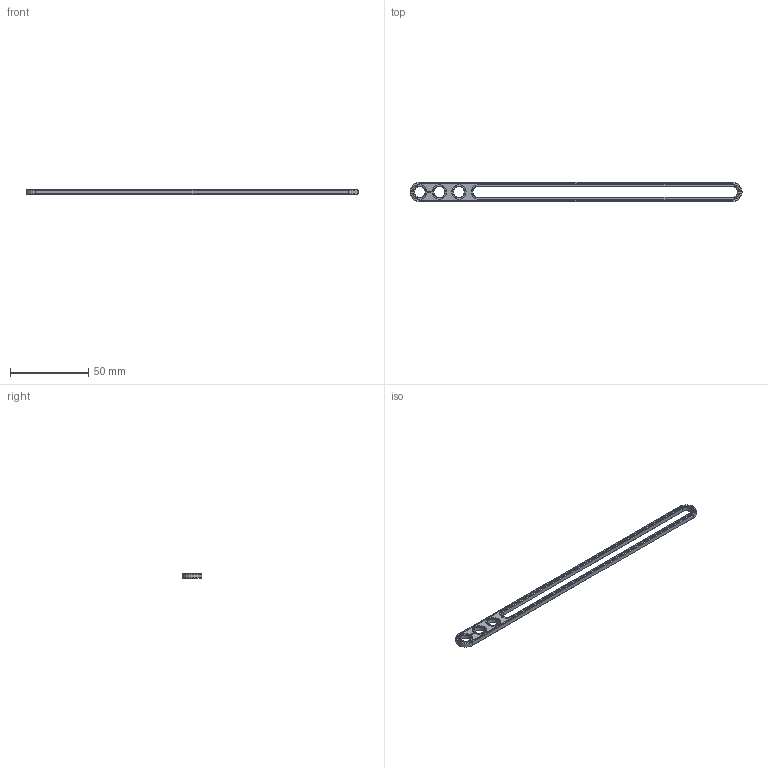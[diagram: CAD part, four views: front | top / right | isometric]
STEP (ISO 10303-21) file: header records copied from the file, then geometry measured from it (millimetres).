
FILE_DESCRIPTION(('FreeCAD Model'),'2;1');
FILE_NAME('Open CASCADE Shape Model','2021-02-26T21:32:06',( 'Paulo Kiefe'),('STEMFIE.org'),'Open CASCADE STEP processor 7.4', 'FreeCAD','Unknown');
FILE_SCHEMA(('AUTOMOTIVE_DESIGN { 1 0 10303 214 1 1 1 1 }'));
Length unit declared in the file: millimetre
Products named in the file (1): Brace_STR_SLT_SE_ERR_-_BU17x01x00.25x14_SPN-BRC-0239_(stemfie.org)
Bounding box: 212.5 x 12.5 x 3.12 mm (x, y, z)
Volume: 4006.9 mm3; surface area: 5202.6 mm2
Topology: 1 solids, 1 shells, 589 faces, 1628 edges, 1079 vertices
Faces by surface type: plane 333, extrusion 228, cone 14, cylinder 14
Full cylindrical faces by diameter (mm): 7 x3, 9.2 x3
Entity records: 41511 total; most frequent: CARTESIAN_POINT 10774, DIRECTION 4732, VECTOR 3896, LINE 3668, ORIENTED_EDGE 3256, PCURVE 3256, DEFINITIONAL_REPRESENTATION 3256, EDGE_CURVE 1628
